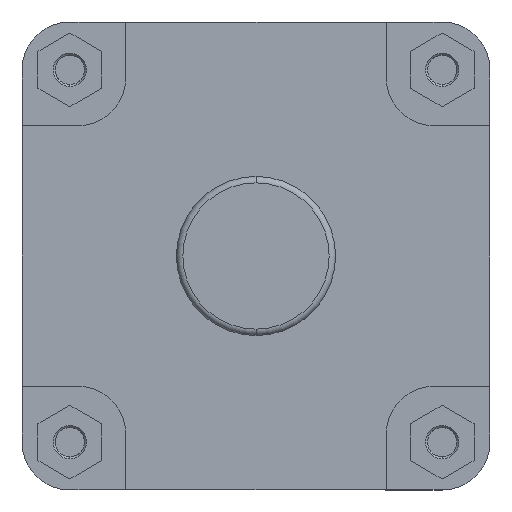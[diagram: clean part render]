
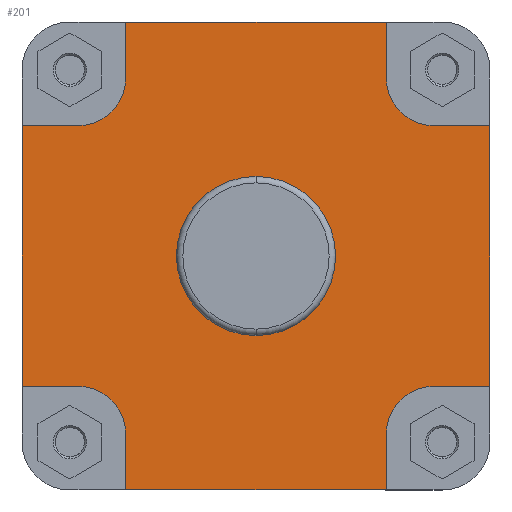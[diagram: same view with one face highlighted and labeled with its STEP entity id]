
A CAD part, left-side view. The second image highlights one B-rep face of the part: STEP entity #201.
In plain terms, the highlighted planar face has unit normal (-1, 0, 0).
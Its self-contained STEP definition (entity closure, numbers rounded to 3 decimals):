
#201 = ADVANCED_FACE ( 'NONE', ( #2928, #2926 ), #1893, .F. ) ;
#980 = VERTEX_POINT ( 'NONE', #3916 ) ;
#1010 = VERTEX_POINT ( 'NONE', #3946 ) ;
#1017 = VERTEX_POINT ( 'NONE', #3953 ) ;
#1020 = VERTEX_POINT ( 'NONE', #3956 ) ;
#1036 = VERTEX_POINT ( 'NONE', #3972 ) ;
#1040 = VERTEX_POINT ( 'NONE', #3976 ) ;
#1048 = VERTEX_POINT ( 'NONE', #3984 ) ;
#1056 = VERTEX_POINT ( 'NONE', #3992 ) ;
#1059 = VERTEX_POINT ( 'NONE', #3995 ) ;
#1071 = VERTEX_POINT ( 'NONE', #4007 ) ;
#1074 = VERTEX_POINT ( 'NONE', #4010 ) ;
#1077 = VERTEX_POINT ( 'NONE', #4013 ) ;
#1079 = VERTEX_POINT ( 'NONE', #4015 ) ;
#1082 = VERTEX_POINT ( 'NONE', #4018 ) ;
#1089 = VERTEX_POINT ( 'NONE', #4025 ) ;
#1098 = VERTEX_POINT ( 'NONE', #4034 ) ;
#1116 = VERTEX_POINT ( 'NONE', #4052 ) ;
#1124 = VERTEX_POINT ( 'NONE', #4060 ) ;
#1884 = CARTESIAN_POINT ( 'NONE',  ( 65., 37.4, 0. ) ) ;
#1893 = PLANE ( 'NONE',  #3516 ) ;
#1894 = DIRECTION ( 'NONE',  ( 1., 0., 0. ) ) ;
#1895 = DIRECTION ( 'NONE',  ( 0., 0., -1. ) ) ;
#2524 = EDGE_LOOP ( 'NONE', ( #7044, #7047 ) ) ;
#2575 = EDGE_LOOP ( 'NONE', ( #7072, #7052, #7090, #7039, #7058, #7081, #7085, #7089, #7050, #7082, #7045, #7055, #7049, #7074, #7054, #7043 ) ) ;
#2926 = FACE_OUTER_BOUND ( 'NONE', #2575, .T. ) ;
#2928 = FACE_BOUND ( 'NONE', #2524, .T. ) ;
#3516 = AXIS2_PLACEMENT_3D ( 'NONE', #1884, #1894, #1895 ) ;
#3606 = AXIS2_PLACEMENT_3D ( 'NONE', #4307, #4312, #4313 ) ;
#3707 = AXIS2_PLACEMENT_3D ( 'NONE', #4836, #4849, #4850 ) ;
#3741 = AXIS2_PLACEMENT_3D ( 'NONE', #5908, #5909, #5910 ) ;
#3742 = AXIS2_PLACEMENT_3D ( 'NONE', #5911, #5913, #5914 ) ;
#3743 = AXIS2_PLACEMENT_3D ( 'NONE', #5922, #5924, #5925 ) ;
#3745 = AXIS2_PLACEMENT_3D ( 'NONE', #5950, #5951, #5952 ) ;
#3916 = CARTESIAN_POINT ( 'NONE',  ( 65., -61.25, 110. ) ) ;
#3946 = CARTESIAN_POINT ( 'NONE',  ( 65., 110., -61.25 ) ) ;
#3953 = CARTESIAN_POINT ( 'NONE',  ( 65., -61.25, -110. ) ) ;
#3956 = CARTESIAN_POINT ( 'NONE',  ( 65., 61.25, 110. ) ) ;
#3972 = CARTESIAN_POINT ( 'NONE',  ( 65., -83.75, -61.25 ) ) ;
#3976 = CARTESIAN_POINT ( 'NONE',  ( 65., -110., -61.25 ) ) ;
#3984 = CARTESIAN_POINT ( 'NONE',  ( 65., 61.25, -83.75 ) ) ;
#3992 = CARTESIAN_POINT ( 'NONE',  ( 65., 83.75, 61.25 ) ) ;
#3995 = CARTESIAN_POINT ( 'NONE',  ( 65., 61.25, -110. ) ) ;
#4007 = CARTESIAN_POINT ( 'NONE',  ( 65., 0., 37.4 ) ) ;
#4010 = CARTESIAN_POINT ( 'NONE',  ( 65., -61.25, 83.75 ) ) ;
#4013 = CARTESIAN_POINT ( 'NONE',  ( 65., -110., 61.25 ) ) ;
#4015 = CARTESIAN_POINT ( 'NONE',  ( 65., -61.25, -83.75 ) ) ;
#4018 = CARTESIAN_POINT ( 'NONE',  ( 65., 110., 61.25 ) ) ;
#4025 = CARTESIAN_POINT ( 'NONE',  ( 65., 61.25, 83.75 ) ) ;
#4034 = CARTESIAN_POINT ( 'NONE',  ( 65., 0., -37.4 ) ) ;
#4052 = CARTESIAN_POINT ( 'NONE',  ( 65., -83.75, 61.25 ) ) ;
#4060 = CARTESIAN_POINT ( 'NONE',  ( 65., 83.75, -61.25 ) ) ;
#4307 = CARTESIAN_POINT ( 'NONE',  ( 65., 0., 0. ) ) ;
#4312 = DIRECTION ( 'NONE',  ( -1., 0., 0. ) ) ;
#4313 = DIRECTION ( 'NONE',  ( 0., 0., 1. ) ) ;
#4836 = CARTESIAN_POINT ( 'NONE',  ( 65., 0., 0. ) ) ;
#4849 = DIRECTION ( 'NONE',  ( -1., 0., 0. ) ) ;
#4850 = DIRECTION ( 'NONE',  ( 0., 0., 1. ) ) ;
#5096 = CIRCLE ( 'NONE', #3606, 37.4 ) ;
#5432 = CIRCLE ( 'NONE', #3707, 37.4 ) ;
#5594 = LINE ( 'NONE', #5915, #5610 ) ;
#5595 = LINE ( 'NONE', #5886, #5601 ) ;
#5599 = LINE ( 'NONE', #5903, #5600 ) ;
#5600 = VECTOR ( 'NONE', #5904, 1000. ) ;
#5601 = VECTOR ( 'NONE', #5907, 1000. ) ;
#5602 = VECTOR ( 'NONE', #5912, 1000. ) ;
#5603 = VECTOR ( 'NONE', #5916, 1000. ) ;
#5604 = LINE ( 'NONE', #5919, #5614 ) ;
#5605 = LINE ( 'NONE', #5906, #5602 ) ;
#5606 = CIRCLE ( 'NONE', #3741, 22.5 ) ;
#5607 = LINE ( 'NONE', #5917, #5612 ) ;
#5608 = LINE ( 'NONE', #5905, #5603 ) ;
#5609 = CIRCLE ( 'NONE', #3742, 22.5 ) ;
#5610 = VECTOR ( 'NONE', #5918, 1000. ) ;
#5612 = VECTOR ( 'NONE', #5921, 1000. ) ;
#5614 = VECTOR ( 'NONE', #5923, 1000. ) ;
#5617 = CIRCLE ( 'NONE', #3743, 22.5 ) ;
#5618 = LINE ( 'NONE', #5928, #5619 ) ;
#5619 = VECTOR ( 'NONE', #5929, 1000. ) ;
#5626 = LINE ( 'NONE', #5931, #5634 ) ;
#5632 = LINE ( 'NONE', #5946, #5633 ) ;
#5633 = VECTOR ( 'NONE', #5947, 1000. ) ;
#5634 = VECTOR ( 'NONE', #5949, 1000. ) ;
#5635 = VECTOR ( 'NONE', #5954, 1000. ) ;
#5636 = LINE ( 'NONE', #5958, #5637 ) ;
#5637 = VECTOR ( 'NONE', #5959, 1000. ) ;
#5638 = LINE ( 'NONE', #5948, #5635 ) ;
#5639 = CIRCLE ( 'NONE', #3745, 22.5 ) ;
#5886 = CARTESIAN_POINT ( 'NONE',  ( 65., -61.25, 110. ) ) ;
#5903 = CARTESIAN_POINT ( 'NONE',  ( 65., -83.75, 61.25 ) ) ;
#5904 = DIRECTION ( 'NONE',  ( 0., -1., 0. ) ) ;
#5905 = CARTESIAN_POINT ( 'NONE',  ( 65., 61.25, 83.75 ) ) ;
#5906 = CARTESIAN_POINT ( 'NONE',  ( 65., -242.141, 110. ) ) ;
#5907 = DIRECTION ( 'NONE',  ( 0., 0., -1. ) ) ;
#5908 = CARTESIAN_POINT ( 'NONE',  ( 65., -83.75, 83.75 ) ) ;
#5909 = DIRECTION ( 'NONE',  ( -1., 0., 0. ) ) ;
#5910 = DIRECTION ( 'NONE',  ( 0., 0., -1. ) ) ;
#5911 = CARTESIAN_POINT ( 'NONE',  ( 65., 83.75, 83.75 ) ) ;
#5912 = DIRECTION ( 'NONE',  ( 0., -1., 0. ) ) ;
#5913 = DIRECTION ( 'NONE',  ( -1., 0., 0. ) ) ;
#5914 = DIRECTION ( 'NONE',  ( 0., 0., -1. ) ) ;
#5915 = CARTESIAN_POINT ( 'NONE',  ( 65., 110., 61.25 ) ) ;
#5916 = DIRECTION ( 'NONE',  ( 0., 0., 1. ) ) ;
#5917 = CARTESIAN_POINT ( 'NONE',  ( 65., 83.75, -61.25 ) ) ;
#5918 = DIRECTION ( 'NONE',  ( 0., -1., 0. ) ) ;
#5919 = CARTESIAN_POINT ( 'NONE',  ( 65., 110., 0. ) ) ;
#5921 = DIRECTION ( 'NONE',  ( 0., 1., 0. ) ) ;
#5922 = CARTESIAN_POINT ( 'NONE',  ( 65., 83.75, -83.75 ) ) ;
#5923 = DIRECTION ( 'NONE',  ( 0., 0., 1. ) ) ;
#5924 = DIRECTION ( 'NONE',  ( -1., 0., 0. ) ) ;
#5925 = DIRECTION ( 'NONE',  ( 0., 0., -1. ) ) ;
#5928 = CARTESIAN_POINT ( 'NONE',  ( 65., 61.25, -110. ) ) ;
#5929 = DIRECTION ( 'NONE',  ( 0., 0., 1. ) ) ;
#5931 = CARTESIAN_POINT ( 'NONE',  ( 65., -110., 0. ) ) ;
#5946 = CARTESIAN_POINT ( 'NONE',  ( 65., -61.25, -83.75 ) ) ;
#5947 = DIRECTION ( 'NONE',  ( 0., 0., -1. ) ) ;
#5948 = CARTESIAN_POINT ( 'NONE',  ( 65., -242.141, -110. ) ) ;
#5949 = DIRECTION ( 'NONE',  ( 0., 0., 1. ) ) ;
#5950 = CARTESIAN_POINT ( 'NONE',  ( 65., -83.75, -83.75 ) ) ;
#5951 = DIRECTION ( 'NONE',  ( -1., 0., 0. ) ) ;
#5952 = DIRECTION ( 'NONE',  ( 0., 0., -1. ) ) ;
#5954 = DIRECTION ( 'NONE',  ( 0., -1., 0. ) ) ;
#5958 = CARTESIAN_POINT ( 'NONE',  ( 65., -110., -61.25 ) ) ;
#5959 = DIRECTION ( 'NONE',  ( 0., 1., 0. ) ) ;
#6599 = EDGE_CURVE ( 'NONE', #1071, #1098, #5096, .T. ) ;
#6817 = EDGE_CURVE ( 'NONE', #1098, #1071, #5432, .T. ) ;
#6918 = EDGE_CURVE ( 'NONE', #1116, #1077, #5599, .T. ) ;
#6919 = EDGE_CURVE ( 'NONE', #980, #1074, #5595, .T. ) ;
#6920 = EDGE_CURVE ( 'NONE', #1074, #1116, #5606, .T. ) ;
#6921 = EDGE_CURVE ( 'NONE', #1020, #980, #5605, .T. ) ;
#6922 = EDGE_CURVE ( 'NONE', #1056, #1089, #5609, .T. ) ;
#6923 = EDGE_CURVE ( 'NONE', #1089, #1020, #5608, .T. ) ;
#6924 = EDGE_CURVE ( 'NONE', #1082, #1056, #5594, .T. ) ;
#6925 = EDGE_CURVE ( 'NONE', #1124, #1010, #5607, .T. ) ;
#6926 = EDGE_CURVE ( 'NONE', #1010, #1082, #5604, .T. ) ;
#6927 = EDGE_CURVE ( 'NONE', #1048, #1124, #5617, .T. ) ;
#6929 = EDGE_CURVE ( 'NONE', #1059, #1048, #5618, .T. ) ;
#6937 = EDGE_CURVE ( 'NONE', #1079, #1017, #5632, .T. ) ;
#6938 = EDGE_CURVE ( 'NONE', #1040, #1077, #5626, .T. ) ;
#6939 = EDGE_CURVE ( 'NONE', #1036, #1079, #5639, .T. ) ;
#6940 = EDGE_CURVE ( 'NONE', #1059, #1017, #5638, .T. ) ;
#6942 = EDGE_CURVE ( 'NONE', #1040, #1036, #5636, .T. ) ;
#7039 = ORIENTED_EDGE ( 'NONE', *, *, #6942, .F. ) ;
#7043 = ORIENTED_EDGE ( 'NONE', *, *, #6929, .F. ) ;
#7044 = ORIENTED_EDGE ( 'NONE', *, *, #6599, .F. ) ;
#7045 = ORIENTED_EDGE ( 'NONE', *, *, #6922, .F. ) ;
#7047 = ORIENTED_EDGE ( 'NONE', *, *, #6817, .F. ) ;
#7049 = ORIENTED_EDGE ( 'NONE', *, *, #6926, .F. ) ;
#7050 = ORIENTED_EDGE ( 'NONE', *, *, #6921, .F. ) ;
#7052 = ORIENTED_EDGE ( 'NONE', *, *, #6937, .F. ) ;
#7054 = ORIENTED_EDGE ( 'NONE', *, *, #6927, .F. ) ;
#7055 = ORIENTED_EDGE ( 'NONE', *, *, #6924, .F. ) ;
#7058 = ORIENTED_EDGE ( 'NONE', *, *, #6938, .T. ) ;
#7072 = ORIENTED_EDGE ( 'NONE', *, *, #6940, .T. ) ;
#7074 = ORIENTED_EDGE ( 'NONE', *, *, #6925, .F. ) ;
#7081 = ORIENTED_EDGE ( 'NONE', *, *, #6918, .F. ) ;
#7082 = ORIENTED_EDGE ( 'NONE', *, *, #6923, .F. ) ;
#7085 = ORIENTED_EDGE ( 'NONE', *, *, #6920, .F. ) ;
#7089 = ORIENTED_EDGE ( 'NONE', *, *, #6919, .F. ) ;
#7090 = ORIENTED_EDGE ( 'NONE', *, *, #6939, .F. ) ;
